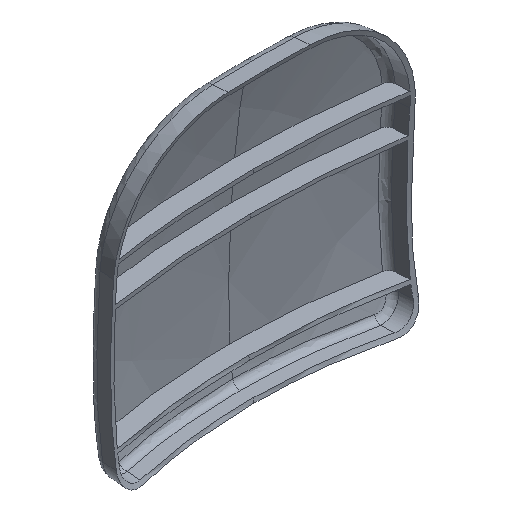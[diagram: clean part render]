
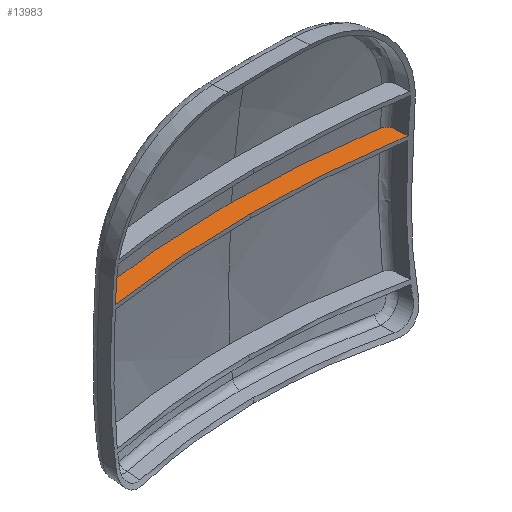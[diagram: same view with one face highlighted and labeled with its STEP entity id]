
A CAD part, isometric view. The second image highlights one B-rep face of the part: STEP entity #13983.
In plain terms, the highlighted planar face has unit normal (0, 0, 1).
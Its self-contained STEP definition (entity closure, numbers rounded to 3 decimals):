
#6306=CARTESIAN_POINT('POINT35',(-59.26,
   165.574,4.395));
#6307=VERTEX_POINT('VERTEX35',#6306);
#6331=CARTESIAN_POINT('POINT36',(-61.969,
   162.676,4.395));
#6332=VERTEX_POINT('VERTEX36',#6331);
#6345=B_SPLINE_CURVE_WITH_KNOTS('SPLINE_CRV45',3,(#6346,#6347,#6348,
   #6349,#6350,#6351,#6352,#6353,#6354,#6355,#6356,#6357),.UNSPECIFIED.,
   .F.,.F.,(4,1,1,1,1,1,1,1,1,4),(0.,0.11,
   0.221,0.333,0.446,
   0.559,0.672,0.782,
   0.892,1.),.UNSPECIFIED.);
#6346=CARTESIAN_POINT('',(-59.26,165.574,
   4.395));
#6347=CARTESIAN_POINT('',(-59.414,165.55,
   4.395));
#6348=CARTESIAN_POINT('',(-59.722,165.479,
   4.395));
#6349=CARTESIAN_POINT('',(-60.165,165.306,
   4.395));
#6350=CARTESIAN_POINT('',(-60.582,165.066,
   4.395));
#6351=CARTESIAN_POINT('',(-60.96,164.765,
   4.395));
#6352=CARTESIAN_POINT('',(-61.29,164.409,
   4.395));
#6353=CARTESIAN_POINT('',(-61.56,164.013,
   4.395));
#6354=CARTESIAN_POINT('',(-61.767,163.585,
   4.395));
#6355=CARTESIAN_POINT('',(-61.907,163.138,
   4.395));
#6356=CARTESIAN_POINT('',(-61.956,162.83,
   4.394));
#6357=CARTESIAN_POINT('',(-61.969,162.676,
   4.395));
#6358=EDGE_CURVE('EDGE45',#6307,#6332,#6345,.T.);
#6685=CARTESIAN_POINT('POINT38',(-6.424,
   169.773,4.395));
#6686=VERTEX_POINT('VERTEX38',#6685);
#6687=(BOUNDED_CURVE() B_SPLINE_CURVE(3,(#6688,#6689,#6690,#6691,#6692,
   #6693),.UNSPECIFIED.,.F.,.F.) B_SPLINE_CURVE_WITH_KNOTS((4,1,1,4),(
   0.,0.328,0.661,1.),
   .UNSPECIFIED.) CURVE() GEOMETRIC_REPRESENTATION_ITEM() 
   RATIONAL_B_SPLINE_CURVE((1.,1.,1.,1.,1.
   ,1.)) REPRESENTATION_ITEM('SPLINE_CRV47'));
#6688=CARTESIAN_POINT('',(-6.424,169.773,
   4.395));
#6689=CARTESIAN_POINT('',(-11.877,169.717,
   4.395));
#6690=CARTESIAN_POINT('',(-23.059,169.341,
   4.395));
#6691=CARTESIAN_POINT('',(-40.372,168.115,
   4.395));
#6692=CARTESIAN_POINT('',(-52.811,166.538,
   4.395));
#6693=CARTESIAN_POINT('',(-59.259,165.574,
   4.395));
#6694=EDGE_CURVE('EDGE47',#6686,#6307,#6687,.T.);
#6696=CARTESIAN_POINT('POINT39',(0.003,
   169.815,4.395));
#6697=VERTEX_POINT('VERTEX39',#6696);
#6698=(BOUNDED_CURVE() B_SPLINE_CURVE(3,(#6699,#6700,#6701,#6702,#6703,
   #6704),.UNSPECIFIED.,.F.,.F.) B_SPLINE_CURVE_WITH_KNOTS((4,1,1,4),(
   0.,0.334,0.667,1.),
   .UNSPECIFIED.) CURVE() GEOMETRIC_REPRESENTATION_ITEM() 
   RATIONAL_B_SPLINE_CURVE((1.,1.,1.,1.,1.
   ,1.)) REPRESENTATION_ITEM('SPLINE_CRV48'));
#6699=CARTESIAN_POINT('',(-6.424,169.773,
   4.395));
#6700=CARTESIAN_POINT('',(-5.707,169.782,
   4.395));
#6701=CARTESIAN_POINT('',(-4.275,169.798,
   4.395));
#6702=CARTESIAN_POINT('',(-2.131,169.812,
   4.395));
#6703=CARTESIAN_POINT('',(-0.704,169.815,
   4.395));
#6704=CARTESIAN_POINT('',(0.008,169.815,
   4.395));
#6705=EDGE_CURVE('EDGE48',#6686,#6697,#6698,.T.);
#6899=CARTESIAN_POINT('POINT41',(59.26,
   165.574,4.395));
#6900=VERTEX_POINT('VERTEX41',#6899);
#6901=(BOUNDED_CURVE() B_SPLINE_CURVE(3,(#6902,#6903,#6904,#6905,#6906,
   #6907),.UNSPECIFIED.,.F.,.F.) B_SPLINE_CURVE_WITH_KNOTS((4,1,1,4),(
   0.,0.34,0.672,1.),
   .UNSPECIFIED.) CURVE() GEOMETRIC_REPRESENTATION_ITEM() 
   RATIONAL_B_SPLINE_CURVE((1.,1.,1.,1.,1.
   ,1.)) REPRESENTATION_ITEM('SPLINE_CRV51'));
#6902=CARTESIAN_POINT('',(59.259,165.574,
   4.395));
#6903=CARTESIAN_POINT('',(51.989,166.653,
   4.395));
#6904=CARTESIAN_POINT('',(37.995,168.382,
   4.395));
#6905=CARTESIAN_POINT('',(18.647,169.566,
   4.395));
#6906=CARTESIAN_POINT('',(6.118,169.839,
   4.395));
#6907=CARTESIAN_POINT('',(0.008,169.815,
   4.395));
#6908=EDGE_CURVE('EDGE51',#6900,#6697,#6901,.T.);
#7091=CARTESIAN_POINT('POINT42',(61.969,
   162.676,4.395));
#7092=VERTEX_POINT('VERTEX42',#7091);
#7107=B_SPLINE_CURVE_WITH_KNOTS('SPLINE_CRV55',3,(#7108,#7109,#7110,
   #7111,#7112,#7113,#7114,#7115,#7116,#7117,#7118,#7119),.UNSPECIFIED.,
   .F.,.F.,(4,1,1,1,1,1,1,1,1,4),(0.,0.11,
   0.222,0.334,0.447,
   0.559,0.673,0.783,
   0.892,1.),.UNSPECIFIED.);
#7108=CARTESIAN_POINT('',(61.969,162.676,
   4.395));
#7109=CARTESIAN_POINT('',(61.956,162.832,
   4.394));
#7110=CARTESIAN_POINT('',(61.905,163.146,
   4.395));
#7111=CARTESIAN_POINT('',(61.761,163.6,
   4.395));
#7112=CARTESIAN_POINT('',(61.549,164.031,
   4.395));
#7113=CARTESIAN_POINT('',(61.274,164.428,
   4.395));
#7114=CARTESIAN_POINT('',(60.942,164.781,
   4.395));
#7115=CARTESIAN_POINT('',(60.564,165.078,
   4.395));
#7116=CARTESIAN_POINT('',(60.15,165.312,
   4.395));
#7117=CARTESIAN_POINT('',(59.714,165.481,
   4.395));
#7118=CARTESIAN_POINT('',(59.411,165.551,
   4.395));
#7119=CARTESIAN_POINT('',(59.26,165.574,
   4.395));
#7120=EDGE_CURVE('EDGE55',#7092,#6900,#7107,.T.);
#11704=CARTESIAN_POINT('POINT72',(62.477,
   156.878,4.395));
#11705=VERTEX_POINT('VERTEX72',#11704);
#11706=CARTESIAN_POINT('POS11',(62.511,
   156.482,4.395));
#11707=DIRECTION('DIR16',(0.087,-0.996,
   0.));
#11708=VECTOR('VEC6',#11707,1.);
#11709=LINE('STRAIGHT6',#11706,#11708);
#11710=EDGE_CURVE('EDGE98',#11705,#7092,#11709,.F.);
#13924=CARTESIAN_POINT('POINT96',(-62.477,
   156.878,4.395));
#13925=VERTEX_POINT('VERTEX96',#13924);
#13933=CARTESIAN_POINT('POS37',(-64.088,
   138.461,4.395));
#13934=DIRECTION('DIR58',(0.087,0.996,
   0.));
#13935=VECTOR('VEC16',#13934,1.);
#13936=LINE('STRAIGHT16',#13933,#13935);
#13937=EDGE_CURVE('EDGE139',#13925,#6332,#13936,.T.);
#13949=CARTESIAN_POINT('POINT97',(0.,
   161.609,4.395));
#13950=VERTEX_POINT('VERTEX97',#13949);
#13951=(BOUNDED_CURVE() B_SPLINE_CURVE(3,(#13952,#13953,#13954,#13955,
   #13956,#13957),.UNSPECIFIED.,.F.,.F.) B_SPLINE_CURVE_WITH_KNOTS((4,1,
   1,4),(0.,0.327,0.66,1.),
   .UNSPECIFIED.) CURVE() GEOMETRIC_REPRESENTATION_ITEM() 
   RATIONAL_B_SPLINE_CURVE((1.,1.,1.,1.,1.
   ,1.)) REPRESENTATION_ITEM('SPLINE_CRV118'));
#13952=CARTESIAN_POINT('',(0.,161.609,
   4.395));
#13953=CARTESIAN_POINT('',(6.235,161.643,
   4.395));
#13954=CARTESIAN_POINT('',(19.208,161.352,
   4.395));
#13955=CARTESIAN_POINT('',(40.113,160.016,
   4.395));
#13956=CARTESIAN_POINT('',(54.851,158.082,
   4.395));
#13957=CARTESIAN_POINT('',(62.477,156.878,
   4.395));
#13958=EDGE_CURVE('EDGE140',#13950,#11705,#13951,.T.);
#13959=ORIENTED_EDGE('COEDGE219',*,*,#13958,.T.);
#13960=ORIENTED_EDGE('COEDGE220',*,*,#11710,.T.);
#13961=ORIENTED_EDGE('COEDGE221',*,*,#7120,.T.);
#13962=ORIENTED_EDGE('COEDGE222',*,*,#6908,.T.);
#13963=ORIENTED_EDGE('COEDGE223',*,*,#6705,.F.);
#13964=ORIENTED_EDGE('COEDGE224',*,*,#6694,.T.);
#13965=ORIENTED_EDGE('COEDGE225',*,*,#6358,.T.);
#13966=ORIENTED_EDGE('COEDGE226',*,*,#13937,.F.);
#13967=(BOUNDED_CURVE() B_SPLINE_CURVE(3,(#13968,#13969,#13970,#13971,
   #13972,#13973),.UNSPECIFIED.,.F.,.F.) B_SPLINE_CURVE_WITH_KNOTS((4,1,
   1,4),(0.,0.34,0.673,1.),
   .UNSPECIFIED.) CURVE() GEOMETRIC_REPRESENTATION_ITEM() 
   RATIONAL_B_SPLINE_CURVE((1.,1.,1.,1.,1.
   ,1.)) REPRESENTATION_ITEM('SPLINE_CRV119'));
#13968=CARTESIAN_POINT('',(-62.477,156.878,
   4.395));
#13969=CARTESIAN_POINT('',(-54.851,158.082,
   4.395));
#13970=CARTESIAN_POINT('',(-40.113,160.016,
   4.395));
#13971=CARTESIAN_POINT('',(-19.208,161.352,
   4.395));
#13972=CARTESIAN_POINT('',(-6.235,161.643,
   4.395));
#13973=CARTESIAN_POINT('',(0.,161.609,
   4.395));
#13974=EDGE_CURVE('EDGE141',#13925,#13950,#13967,.T.);
#13975=ORIENTED_EDGE('COEDGE227',*,*,#13974,.T.);
#13976=EDGE_LOOP('NONE',(#13959,#13960,#13961,#13962,#13963,#13964,
   #13965,#13966,#13975));
#13977=FACE_BOUND('LOOP1',#13976,.T.);
#13978=CARTESIAN_POINT('POS39',(-207.564,
   169.773,4.395));
#13979=DIRECTION('DIR61',(0.,0.,1.));
#13980=DIRECTION('DIR62',(1.,0.,0.));
#13981=AXIS2_PLACEMENT_3D('AXIS23',#13978,#13979,#13980);
#13982=PLANE('PLANE10',#13981);
#13983=ADVANCED_FACE('FACE49',(#13977),#13982,.T.);
